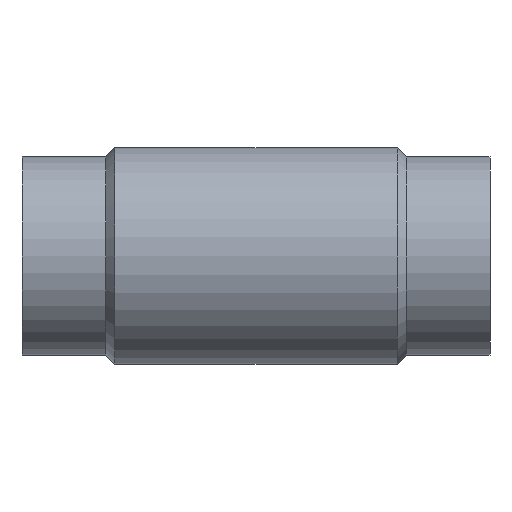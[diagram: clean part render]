
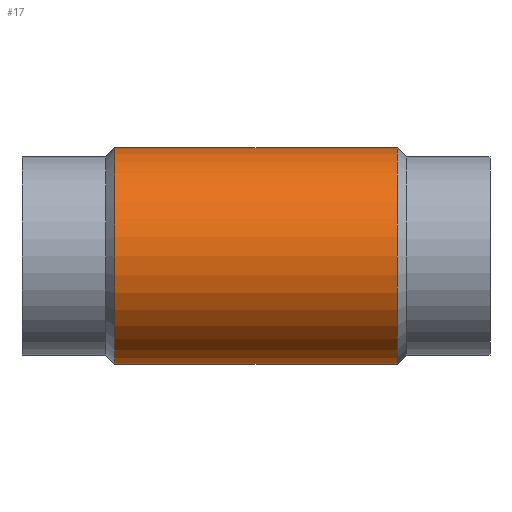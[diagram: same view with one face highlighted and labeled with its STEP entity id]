
A CAD part, front view. The second image highlights one B-rep face of the part: STEP entity #17.
In plain terms, the highlighted cylindrical face has radius 49.1 mm (diameter 98.2 mm), a partial arc.
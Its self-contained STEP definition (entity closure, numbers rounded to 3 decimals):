
#7 = CARTESIAN_POINT ( 'NONE',  ( -42.1, 0., 49.1 ) ) ;
#16 = VERTEX_POINT ( 'NONE', #419 ) ;
#17 = ADVANCED_FACE ( 'NONE', ( #345 ), #699, .T. ) ;
#71 = EDGE_CURVE ( 'NONE', #885, #349, #765, .T. ) ;
#90 = CARTESIAN_POINT ( 'NONE',  ( -42.1, 0., -49.1 ) ) ;
#95 = CARTESIAN_POINT ( 'NONE',  ( -84.7, 0., 49.1 ) ) ;
#109 = DIRECTION ( 'NONE',  ( 0., 0., -1. ) ) ;
#117 = CARTESIAN_POINT ( 'NONE',  ( -169.9, 0., 49.1 ) ) ;
#120 = AXIS2_PLACEMENT_3D ( 'NONE', #166, #538, #427 ) ;
#121 = B_SPLINE_CURVE_WITH_KNOTS ( 'NONE', 3,
 ( #483, #249, #689, #667 ),
 .UNSPECIFIED., .F., .F.,
 ( 4, 4 ),
 ( 106., 169.9 ),
 .UNSPECIFIED. ) ;
#166 = CARTESIAN_POINT ( 'NONE',  ( 0., 0., 0. ) ) ;
#208 = CARTESIAN_POINT ( 'NONE',  ( -106., 0., 49.1 ) ) ;
#214 = EDGE_CURVE ( 'NONE', #759, #885, #263, .T. ) ;
#238 = EDGE_CURVE ( 'NONE', #428, #16, #121, .T. ) ;
#249 = CARTESIAN_POINT ( 'NONE',  ( -127.3, 0., -49.1 ) ) ;
#260 = ORIENTED_EDGE ( 'NONE', *, *, #238, .F. ) ;
#263 = B_SPLINE_CURVE_WITH_KNOTS ( 'NONE', 3,
 ( #289, #837, #95, #208 ),
 .UNSPECIFIED., .F., .F.,
 ( 4, 4 ),
 ( 42.1, 106. ),
 .UNSPECIFIED. ) ;
#289 = CARTESIAN_POINT ( 'NONE',  ( -42.1, 0., 49.1 ) ) ;
#292 = ORIENTED_EDGE ( 'NONE', *, *, #367, .F. ) ;
#345 = FACE_OUTER_BOUND ( 'NONE', #492, .T. ) ;
#349 = VERTEX_POINT ( 'NONE', #117 ) ;
#367 = EDGE_CURVE ( 'NONE', #406, #428, #557, .T. ) ;
#377 = EDGE_CURVE ( 'NONE', #759, #406, #502, .T. ) ;
#394 = ORIENTED_EDGE ( 'NONE', *, *, #71, .T. ) ;
#405 = CIRCLE ( 'NONE', #423, 49.1 ) ;
#406 = VERTEX_POINT ( 'NONE', #90 ) ;
#419 = CARTESIAN_POINT ( 'NONE',  ( -169.9, 0., -49.1 ) ) ;
#423 = AXIS2_PLACEMENT_3D ( 'NONE', #532, #724, #109 ) ;
#427 = DIRECTION ( 'NONE',  ( 0., 1., 0. ) ) ;
#428 = VERTEX_POINT ( 'NONE', #732 ) ;
#483 = CARTESIAN_POINT ( 'NONE',  ( -106., 0., -49.1 ) ) ;
#487 = CARTESIAN_POINT ( 'NONE',  ( -106., 0., -49.1 ) ) ;
#490 = CARTESIAN_POINT ( 'NONE',  ( -63.4, 0., -49.1 ) ) ;
#492 = EDGE_LOOP ( 'NONE', ( #526, #260, #292, #849, #614, #394 ) ) ;
#502 = CIRCLE ( 'NONE', #862, 49.1 ) ;
#506 = DIRECTION ( 'NONE',  ( 1., 0., 0. ) ) ;
#526 = ORIENTED_EDGE ( 'NONE', *, *, #537, .T. ) ;
#532 = CARTESIAN_POINT ( 'NONE',  ( -169.9, 0., 0. ) ) ;
#537 = EDGE_CURVE ( 'NONE', #349, #16, #405, .T. ) ;
#538 = DIRECTION ( 'NONE',  ( -1., 0., 0. ) ) ;
#557 = B_SPLINE_CURVE_WITH_KNOTS ( 'NONE', 3,
 ( #564, #490, #595, #487 ),
 .UNSPECIFIED., .F., .F.,
 ( 4, 4 ),
 ( 42.1, 106. ),
 .UNSPECIFIED. ) ;
#564 = CARTESIAN_POINT ( 'NONE',  ( -42.1, 0., -49.1 ) ) ;
#585 = CARTESIAN_POINT ( 'NONE',  ( -148.6, 0., 49.1 ) ) ;
#595 = CARTESIAN_POINT ( 'NONE',  ( -84.7, 0., -49.1 ) ) ;
#602 = CARTESIAN_POINT ( 'NONE',  ( -169.9, 0., 49.1 ) ) ;
#614 = ORIENTED_EDGE ( 'NONE', *, *, #214, .T. ) ;
#628 = CARTESIAN_POINT ( 'NONE',  ( -106., 0., 49.1 ) ) ;
#667 = CARTESIAN_POINT ( 'NONE',  ( -169.9, 0., -49.1 ) ) ;
#689 = CARTESIAN_POINT ( 'NONE',  ( -148.6, 0., -49.1 ) ) ;
#695 = CARTESIAN_POINT ( 'NONE',  ( -106., 0., 49.1 ) ) ;
#699 = CYLINDRICAL_SURFACE ( 'NONE', #120, 49.1 ) ;
#724 = DIRECTION ( 'NONE',  ( 1., 0., 0. ) ) ;
#732 = CARTESIAN_POINT ( 'NONE',  ( -106., 0., -49.1 ) ) ;
#759 = VERTEX_POINT ( 'NONE', #7 ) ;
#765 = B_SPLINE_CURVE_WITH_KNOTS ( 'NONE', 3,
 ( #695, #791, #585, #602 ),
 .UNSPECIFIED., .F., .F.,
 ( 4, 4 ),
 ( 106., 169.9 ),
 .UNSPECIFIED. ) ;
#791 = CARTESIAN_POINT ( 'NONE',  ( -127.3, 0., 49.1 ) ) ;
#837 = CARTESIAN_POINT ( 'NONE',  ( -63.4, 0., 49.1 ) ) ;
#849 = ORIENTED_EDGE ( 'NONE', *, *, #377, .F. ) ;
#854 = CARTESIAN_POINT ( 'NONE',  ( -42.1, 0., 0. ) ) ;
#862 = AXIS2_PLACEMENT_3D ( 'NONE', #854, #506, #870 ) ;
#870 = DIRECTION ( 'NONE',  ( 0., 0., -1. ) ) ;
#885 = VERTEX_POINT ( 'NONE', #628 ) ;
